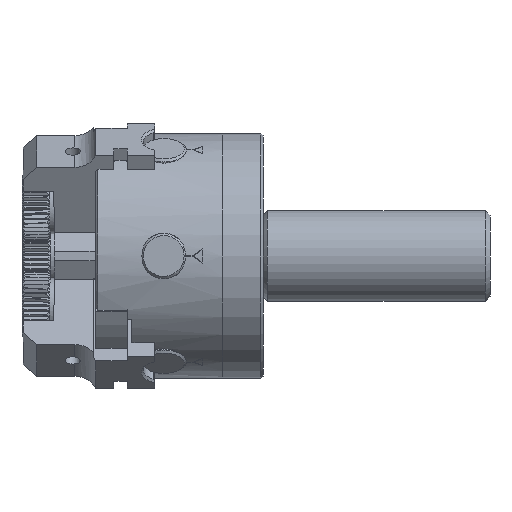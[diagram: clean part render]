
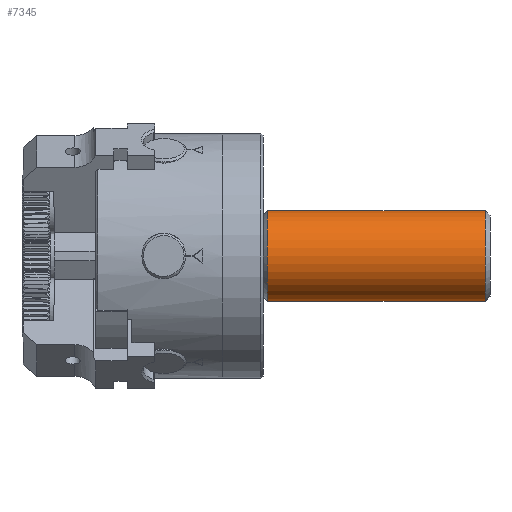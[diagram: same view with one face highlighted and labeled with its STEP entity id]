
A CAD part, front view. The second image highlights one B-rep face of the part: STEP entity #7345.
In plain terms, the highlighted cylindrical face has radius 10 mm (diameter 20 mm), a full revolution.
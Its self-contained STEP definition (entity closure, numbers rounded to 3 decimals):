
#884=FACE_OUTER_BOUND('',#1347,.T.);
#1347=EDGE_LOOP('',(#5624,#5625,#5626,#5627,#5628,#5629));
#1863=LINE('',#13259,#2323);
#2323=VECTOR('',#9625,10.);
#2681=CIRCLE('',#8144,10.);
#2682=CIRCLE('',#8145,10.);
#2693=CIRCLE('',#8164,10.);
#2694=CIRCLE('',#8165,10.);
#3203=VERTEX_POINT('',#13214);
#3204=VERTEX_POINT('',#13215);
#3215=VERTEX_POINT('',#13253);
#3216=VERTEX_POINT('',#13254);
#4028=EDGE_CURVE('',#3203,#3204,#2681,.T.);
#4029=EDGE_CURVE('',#3204,#3203,#2682,.T.);
#4047=EDGE_CURVE('',#3215,#3216,#2693,.T.);
#4049=EDGE_CURVE('',#3216,#3215,#2694,.T.);
#4050=EDGE_CURVE('',#3203,#3215,#1863,.T.);
#5624=ORIENTED_EDGE('',*,*,#4028,.T.);
#5625=ORIENTED_EDGE('',*,*,#4029,.T.);
#5626=ORIENTED_EDGE('',*,*,#4050,.T.);
#5627=ORIENTED_EDGE('',*,*,#4049,.F.);
#5628=ORIENTED_EDGE('',*,*,#4047,.F.);
#5629=ORIENTED_EDGE('',*,*,#4050,.F.);
#6855=CYLINDRICAL_SURFACE('',#8166,10.);
#7345=ADVANCED_FACE('',(#884),#6855,.T.);
#8144=AXIS2_PLACEMENT_3D('',#13216,#9571,#9572);
#8145=AXIS2_PLACEMENT_3D('',#13217,#9573,#9574);
#8164=AXIS2_PLACEMENT_3D('',#13255,#9618,#9619);
#8165=AXIS2_PLACEMENT_3D('',#13257,#9621,#9622);
#8166=AXIS2_PLACEMENT_3D('',#13258,#9623,#9624);
#9571=DIRECTION('center_axis',(0.,-1.,0.));
#9572=DIRECTION('ref_axis',(-1.,0.,0.));
#9573=DIRECTION('center_axis',(0.,-1.,0.));
#9574=DIRECTION('ref_axis',(-1.,0.,0.));
#9618=DIRECTION('center_axis',(0.,-1.,0.));
#9619=DIRECTION('ref_axis',(1.,0.,0.));
#9621=DIRECTION('center_axis',(0.,-1.,0.));
#9622=DIRECTION('ref_axis',(1.,0.,0.));
#9623=DIRECTION('center_axis',(0.,1.,0.));
#9624=DIRECTION('ref_axis',(-1.,0.,0.));
#9625=DIRECTION('',(0.,-1.,0.));
#13214=CARTESIAN_POINT('',(10.,49.034,0.));
#13215=CARTESIAN_POINT('',(0.,49.034,-10.));
#13216=CARTESIAN_POINT('Origin',(0.,49.034,0.));
#13217=CARTESIAN_POINT('Origin',(0.,49.034,0.));
#13253=CARTESIAN_POINT('',(10.,1.,0.));
#13254=CARTESIAN_POINT('',(-10.,1.,0.));
#13255=CARTESIAN_POINT('Origin',(0.,1.,0.));
#13257=CARTESIAN_POINT('Origin',(0.,1.,0.));
#13258=CARTESIAN_POINT('Origin',(0.,25.,0.));
#13259=CARTESIAN_POINT('',(10.,25.,0.));
